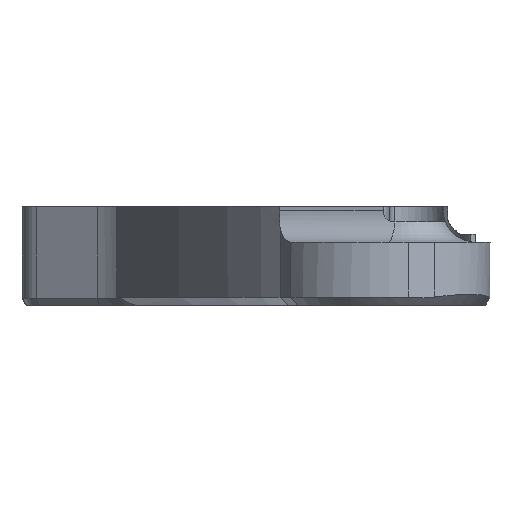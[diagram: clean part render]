
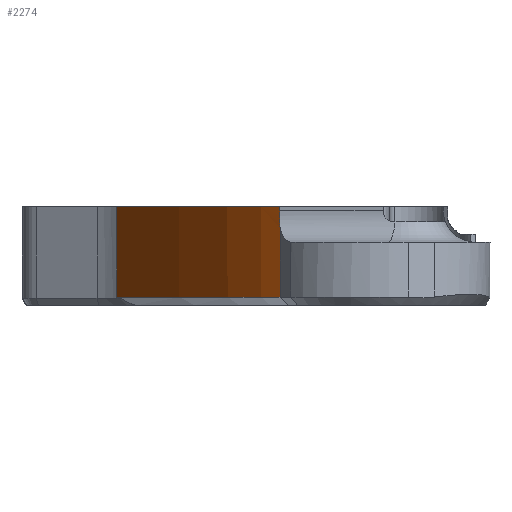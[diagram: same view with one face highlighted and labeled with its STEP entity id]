
A CAD part, left-side view. The second image highlights one B-rep face of the part: STEP entity #2274.
In plain terms, the highlighted cylindrical face has radius 68.868 mm (diameter 137.735 mm), a partial arc.
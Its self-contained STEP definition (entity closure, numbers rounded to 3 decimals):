
#89=B_SPLINE_CURVE_WITH_KNOTS('',3,(#3984,#3985,#3986,#3987,#3988,#3989),
 .UNSPECIFIED.,.F.,.F.,(4,2,4),(0.478,0.536,0.564),
 .UNSPECIFIED.);
#221=FACE_OUTER_BOUND('',#368,.T.);
#368=EDGE_LOOP('',(#1809,#1810,#1811,#1812,#1813,#1814));
#540=LINE('',#3920,#708);
#544=LINE('',#3990,#712);
#545=LINE('',#3991,#713);
#708=VECTOR('',#3019,10.);
#712=VECTOR('',#3039,10.);
#713=VECTOR('',#3040,10.);
#853=CIRCLE('',#2482,68.868);
#876=CIRCLE('',#2525,68.868);
#1030=VERTEX_POINT('',#3771);
#1031=VERTEX_POINT('',#3773);
#1068=VERTEX_POINT('',#3916);
#1070=VERTEX_POINT('',#3919);
#1077=VERTEX_POINT('',#3967);
#1079=VERTEX_POINT('',#3983);
#1281=EDGE_CURVE('',#1030,#1031,#853,.T.);
#1332=EDGE_CURVE('',#1068,#1070,#540,.T.);
#1344=EDGE_CURVE('',#1077,#1070,#876,.T.);
#1347=EDGE_CURVE('',#1079,#1068,#89,.T.);
#1348=EDGE_CURVE('',#1031,#1079,#544,.T.);
#1349=EDGE_CURVE('',#1030,#1077,#545,.T.);
#1809=ORIENTED_EDGE('',*,*,#1347,.F.);
#1810=ORIENTED_EDGE('',*,*,#1348,.F.);
#1811=ORIENTED_EDGE('',*,*,#1281,.F.);
#1812=ORIENTED_EDGE('',*,*,#1349,.T.);
#1813=ORIENTED_EDGE('',*,*,#1344,.T.);
#1814=ORIENTED_EDGE('',*,*,#1332,.F.);
#2190=CYLINDRICAL_SURFACE('',#2526,68.868);
#2274=ADVANCED_FACE('',(#221),#2190,.F.);
#2482=AXIS2_PLACEMENT_3D('',#3774,#2921,#2922);
#2525=AXIS2_PLACEMENT_3D('',#3968,#3035,#3036);
#2526=AXIS2_PLACEMENT_3D('',#3982,#3037,#3038);
#2921=DIRECTION('center_axis',(0.,0.,-1.));
#2922=DIRECTION('ref_axis',(-0.076,0.997,0.));
#3019=DIRECTION('',(0.,0.,-1.));
#3035=DIRECTION('center_axis',(0.,0.,-1.));
#3036=DIRECTION('ref_axis',(0.076,-0.997,0.));
#3037=DIRECTION('center_axis',(0.,0.,1.));
#3038=DIRECTION('ref_axis',(-0.076,0.997,0.));
#3039=DIRECTION('',(0.,0.,-1.));
#3040=DIRECTION('',(0.,0.,-1.));
#3771=CARTESIAN_POINT('',(26.736,14.181,0.));
#3773=CARTESIAN_POINT('',(-0.42,6.167,0.));
#3774=CARTESIAN_POINT('Origin',(-5.918,74.815,0.));
#3916=CARTESIAN_POINT('',(-0.681,6.147,-1.041));
#3919=CARTESIAN_POINT('',(-0.681,6.147,-4.45));
#3920=CARTESIAN_POINT('',(-0.681,6.147,0.));
#3967=CARTESIAN_POINT('',(26.736,14.181,-4.45));
#3968=CARTESIAN_POINT('Origin',(-5.918,74.815,-4.45));
#3982=CARTESIAN_POINT('Origin',(-5.918,74.815,0.));
#3983=CARTESIAN_POINT('',(-0.42,6.167,-0.2));
#3984=CARTESIAN_POINT('Ctrl Pts',(-0.42,6.167,-0.2));
#3985=CARTESIAN_POINT('Ctrl Pts',(-0.42,6.167,-0.394));
#3986=CARTESIAN_POINT('Ctrl Pts',(-0.461,6.164,-0.601));
#3987=CARTESIAN_POINT('Ctrl Pts',(-0.581,6.155,-0.878));
#3988=CARTESIAN_POINT('Ctrl Pts',(-0.628,6.151,-0.962));
#3989=CARTESIAN_POINT('Ctrl Pts',(-0.681,6.147,-1.041));
#3990=CARTESIAN_POINT('',(-0.42,6.167,0.));
#3991=CARTESIAN_POINT('',(26.736,14.181,0.));
